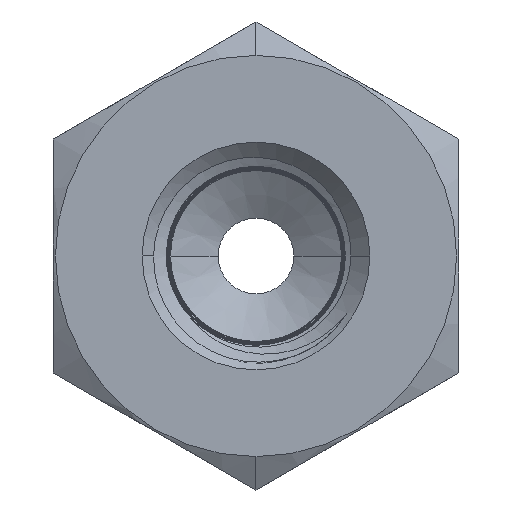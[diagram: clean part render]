
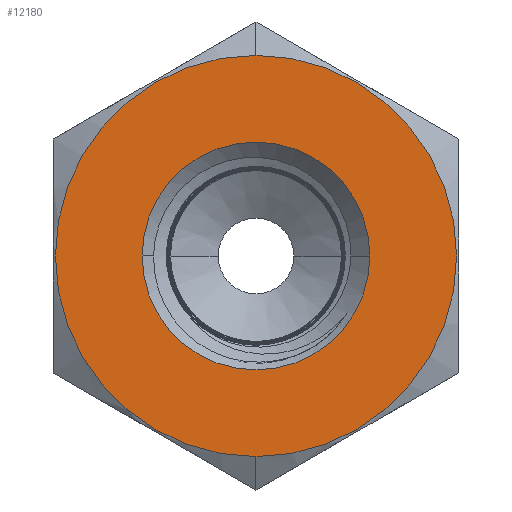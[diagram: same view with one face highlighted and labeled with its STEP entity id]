
A CAD part, front view. The second image highlights one B-rep face of the part: STEP entity #12180.
In plain terms, the highlighted planar face has unit normal (0, -1, 0).
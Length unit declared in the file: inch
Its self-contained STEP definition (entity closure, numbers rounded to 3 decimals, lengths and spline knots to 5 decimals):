
#144 = EDGE_CURVE ( 'NONE', #7105, #4921, #11301, .T. ) ;
#804 = DIRECTION ( 'NONE',  ( 1., 0., 0. ) ) ;
#1594 = CARTESIAN_POINT ( 'NONE',  ( 0., 0., 0.495 ) ) ;
#1788 = ORIENTED_EDGE ( 'NONE', *, *, #144, .F. ) ;
#1829 = EDGE_LOOP ( 'NONE', ( #7736, #1788 ) ) ;
#2741 = DIRECTION ( 'NONE',  ( 0., 1., 0. ) ) ;
#3107 = AXIS2_PLACEMENT_3D ( 'NONE', #10824, #4798, #804 ) ;
#3296 = DIRECTION ( 'NONE',  ( 1., 0., 0. ) ) ;
#3300 = FACE_OUTER_BOUND ( 'NONE', #1829, .T. ) ;
#3840 = CIRCLE ( 'NONE', #11477, 0.281 ) ;
#4389 = CARTESIAN_POINT ( 'NONE',  ( 0., 0., 0. ) ) ;
#4776 = CIRCLE ( 'NONE', #3107, 0.281 ) ;
#4797 = DIRECTION ( 'NONE',  ( 0., 0., 1. ) ) ;
#4798 = DIRECTION ( 'NONE',  ( 0., -1., 0. ) ) ;
#4921 = VERTEX_POINT ( 'NONE', #1594 ) ;
#5093 = CARTESIAN_POINT ( 'NONE',  ( 0., 0., 0. ) ) ;
#5524 = PLANE ( 'NONE',  #5931 ) ;
#5931 = AXIS2_PLACEMENT_3D ( 'NONE', #7595, #10659, #8503 ) ;
#6144 = CIRCLE ( 'NONE', #10626, 0.495 ) ;
#6784 = CARTESIAN_POINT ( 'NONE',  ( 0., 0., 0. ) ) ;
#6982 = CARTESIAN_POINT ( 'NONE',  ( 0., 0., -0.495 ) ) ;
#7105 = VERTEX_POINT ( 'NONE', #6982 ) ;
#7365 = EDGE_CURVE ( 'NONE', #8060, #12778, #3840, .T. ) ;
#7418 = EDGE_LOOP ( 'NONE', ( #11851, #8376 ) ) ;
#7595 = CARTESIAN_POINT ( 'NONE',  ( 0., 0., 0. ) ) ;
#7736 = ORIENTED_EDGE ( 'NONE', *, *, #12924, .F. ) ;
#8060 = VERTEX_POINT ( 'NONE', #12389 ) ;
#8376 = ORIENTED_EDGE ( 'NONE', *, *, #7365, .F. ) ;
#8503 = DIRECTION ( 'NONE',  ( 0., 0., 1. ) ) ;
#8631 = EDGE_CURVE ( 'NONE', #12778, #8060, #4776, .T. ) ;
#9042 = DIRECTION ( 'NONE',  ( 0., 1., 0. ) ) ;
#9415 = AXIS2_PLACEMENT_3D ( 'NONE', #6784, #2741, #4797 ) ;
#10054 = DIRECTION ( 'NONE',  ( 0., 0., 1. ) ) ;
#10626 = AXIS2_PLACEMENT_3D ( 'NONE', #5093, #9042, #10054 ) ;
#10659 = DIRECTION ( 'NONE',  ( 0., 1., 0. ) ) ;
#10824 = CARTESIAN_POINT ( 'NONE',  ( 0., 0., 0. ) ) ;
#11301 = CIRCLE ( 'NONE', #9415, 0.495 ) ;
#11477 = AXIS2_PLACEMENT_3D ( 'NONE', #4389, #11498, #3296 ) ;
#11498 = DIRECTION ( 'NONE',  ( 0., -1., 0. ) ) ;
#11831 = FACE_BOUND ( 'NONE', #7418, .T. ) ;
#11851 = ORIENTED_EDGE ( 'NONE', *, *, #8631, .F. ) ;
#11891 = CARTESIAN_POINT ( 'NONE',  ( 0.281, 0., 0. ) ) ;
#12180 = ADVANCED_FACE ( 'NONE', ( #3300, #11831 ), #5524, .F. ) ;
#12389 = CARTESIAN_POINT ( 'NONE',  ( -0.281, 0., 0. ) ) ;
#12778 = VERTEX_POINT ( 'NONE', #11891 ) ;
#12924 = EDGE_CURVE ( 'NONE', #4921, #7105, #6144, .T. ) ;
